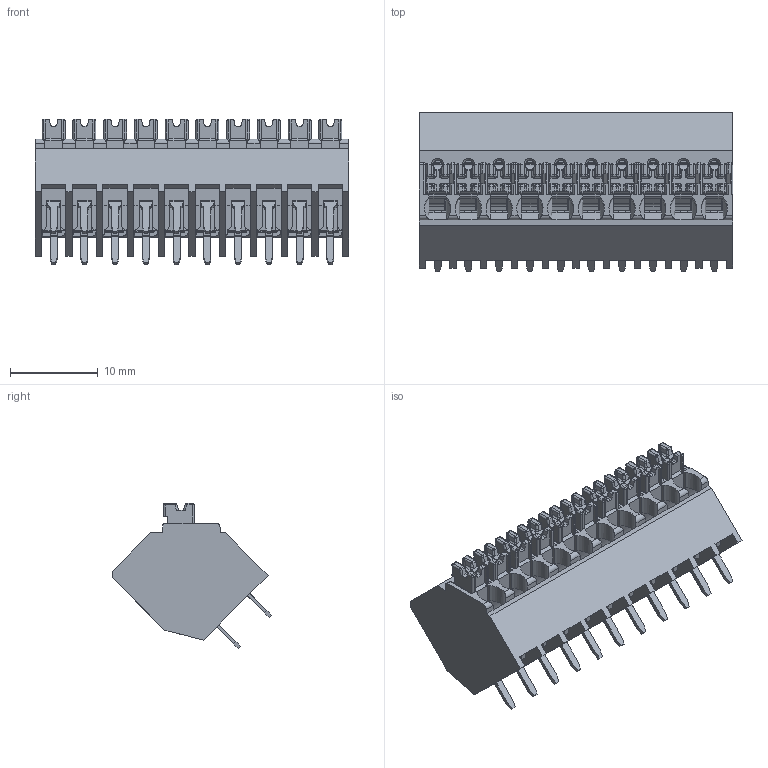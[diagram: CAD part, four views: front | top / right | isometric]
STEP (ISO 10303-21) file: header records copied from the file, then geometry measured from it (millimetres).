
FILE_DESCRIPTION(/* description */ ('Unknown'),/* implementation_level */ '2;1');
FILE_NAME(/* name */ '691410120010',/* time_stamp */ '2021-08-11T17:10:54+02:00',/* author */ ('Unknown'),/* organization */ ('Unknown'),/* preprocessor_version */ 'ST-DEVELOPER v16.7',/* originating_system */ 'Solid Edge',/* authorisation */ 'Unknown');
FILE_SCHEMA (('AP242_MANAGED_MODEL_BASED_3D_ENGINEERING_MIM_LF { 1 0 10303 442 1 1 4 }','AUTOMOTIVE_DESIGN {1 0 10303 214 3 1 1}'));
Length unit declared in the file: millimetre
Products named in the file (5): 6914101200xx; 691410120010; 6914101200xx_SolderPin; 6914101000xx_SpringClamp; 6914101000xx_Lever
Assembly tree (31 placements, depth 2):
  6914101200xx
    691410120010
    6914101200xx_SolderPin  x10
    6914101000xx_SpringClamp  x10
    6914101000xx_Lever  x10
Bounding box: 35.7 x 18.18 x 16.58 mm (x, y, z)
Volume: 2517.6 mm3; surface area: 8630.9 mm2
Topology: 31 solids, 31 shells, 3769 faces, 10389 edges, 6501 vertices
Faces by surface type: plane 2334, cylinder 1084, sphere 161, bspline 140, torus 40, cone 10
Entity records: 41123 total; most frequent: CARTESIAN_POINT 7933, ORIENTED_EDGE 7136, DIRECTION 6526, EDGE_CURVE 3568, LINE 3004, VECTOR 3004, VERTEX_POINT 2289, AXIS2_PLACEMENT_3D 1761
